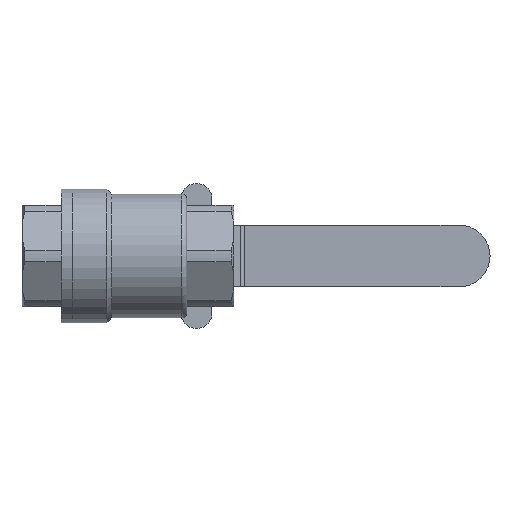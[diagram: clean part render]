
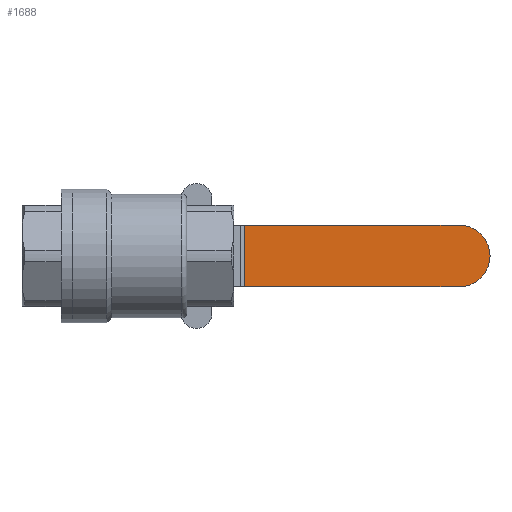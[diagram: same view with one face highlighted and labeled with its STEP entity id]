
A CAD part, left-side view. The second image highlights one B-rep face of the part: STEP entity #1688.
In plain terms, the highlighted planar face has unit normal (-1, 0, 0).
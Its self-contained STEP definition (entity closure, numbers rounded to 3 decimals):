
#10 = ORIENTED_EDGE ( 'NONE', *, *, #7041, .F. ) ;
#1063 = AXIS2_PLACEMENT_3D ( 'NONE', #8169, #12972, #2194 ) ;
#1252 = VECTOR ( 'NONE', #10991, 1000. ) ;
#1358 = VERTEX_POINT ( 'NONE', #8492 ) ;
#1381 = LINE ( 'NONE', #6193, #1252 ) ;
#1622 = EDGE_CURVE ( 'NONE', #11951, #3561, #5822, .T. ) ;
#1688 = ADVANCED_FACE ( 'NONE', ( #14151 ), #3368, .F. ) ;
#1770 = CARTESIAN_POINT ( 'NONE',  ( 58.3, -101.5, -9.5 ) ) ;
#2194 = DIRECTION ( 'NONE',  ( 0., 0., 1. ) ) ;
#2710 = CARTESIAN_POINT ( 'NONE',  ( 58.3, -35.821, 9.5 ) ) ;
#3368 = PLANE ( 'NONE',  #1063 ) ;
#3561 = VERTEX_POINT ( 'NONE', #1770 ) ;
#3681 = VECTOR ( 'NONE', #14820, 1000. ) ;
#4230 = CARTESIAN_POINT ( 'NONE',  ( 58.3, -101.5, 0. ) ) ;
#4891 = EDGE_CURVE ( 'NONE', #1358, #3561, #1381, .T. ) ;
#5104 = LINE ( 'NONE', #9893, #8947 ) ;
#5231 = LINE ( 'NONE', #10016, #3681 ) ;
#5605 = ORIENTED_EDGE ( 'NONE', *, *, #4891, .T. ) ;
#5822 = CIRCLE ( 'NONE', #12580, 9.5 ) ;
#6193 = CARTESIAN_POINT ( 'NONE',  ( 58.3, -35.821, -9.5 ) ) ;
#7011 = EDGE_LOOP ( 'NONE', ( #5605, #9475, #10, #7869 ) ) ;
#7041 = EDGE_CURVE ( 'NONE', #10385, #11951, #5231, .T. ) ;
#7869 = ORIENTED_EDGE ( 'NONE', *, *, #9610, .T. ) ;
#8169 = CARTESIAN_POINT ( 'NONE',  ( 58.3, -35.821, 9.5 ) ) ;
#8492 = CARTESIAN_POINT ( 'NONE',  ( 58.3, -35.821, -9.5 ) ) ;
#8947 = VECTOR ( 'NONE', #14690, 1000. ) ;
#9022 = DIRECTION ( 'NONE',  ( 1., 0., 0. ) ) ;
#9475 = ORIENTED_EDGE ( 'NONE', *, *, #1622, .F. ) ;
#9610 = EDGE_CURVE ( 'NONE', #10385, #1358, #5104, .T. ) ;
#9893 = CARTESIAN_POINT ( 'NONE',  ( 58.3, -35.821, 9.5 ) ) ;
#10016 = CARTESIAN_POINT ( 'NONE',  ( 58.3, -35.821, 9.5 ) ) ;
#10385 = VERTEX_POINT ( 'NONE', #2710 ) ;
#10991 = DIRECTION ( 'NONE',  ( 0., -1., 0. ) ) ;
#11951 = VERTEX_POINT ( 'NONE', #12158 ) ;
#12158 = CARTESIAN_POINT ( 'NONE',  ( 58.3, -101.5, 9.5 ) ) ;
#12580 = AXIS2_PLACEMENT_3D ( 'NONE', #4230, #9022, #13821 ) ;
#12972 = DIRECTION ( 'NONE',  ( 1., 0., 0. ) ) ;
#13821 = DIRECTION ( 'NONE',  ( 0., 1., 0. ) ) ;
#14151 = FACE_OUTER_BOUND ( 'NONE', #7011, .T. ) ;
#14690 = DIRECTION ( 'NONE',  ( 0., 0., -1. ) ) ;
#14820 = DIRECTION ( 'NONE',  ( 0., -1., 0. ) ) ;
